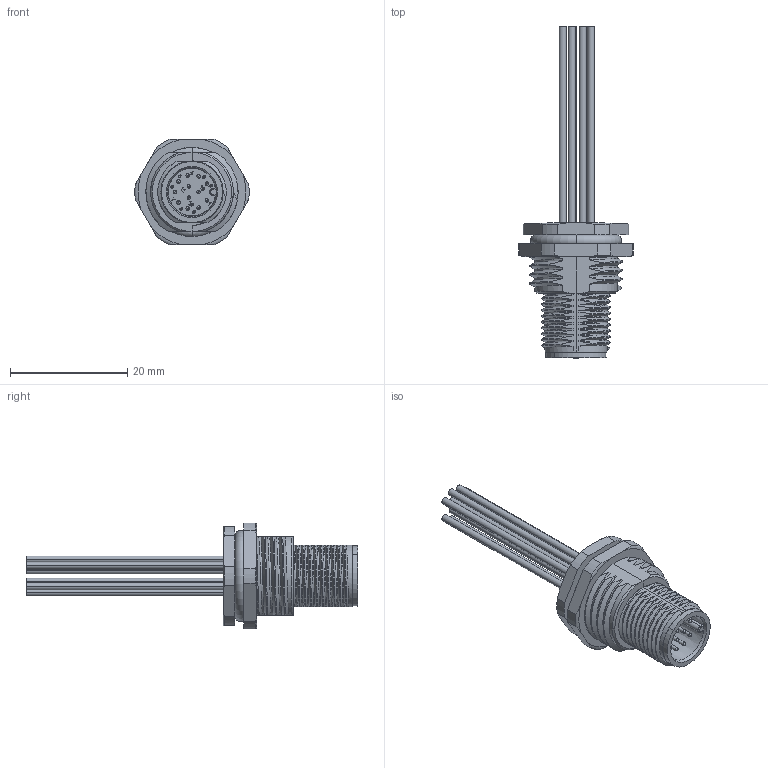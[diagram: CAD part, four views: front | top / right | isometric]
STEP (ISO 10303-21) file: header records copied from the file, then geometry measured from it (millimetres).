
FILE_DESCRIPTION((''),'2;1');
FILE_NAME('222222','2022-05-26T',('zh.su'),(''),'PRO/ENGINEER BY PARAMETRIC TECHNOLOGY CORPORATION, 2012480','PRO/ENGINEER BY PARAMETRIC TECHNOLOGY CORPORATION, 2012480','');
FILE_SCHEMA(('CONFIG_CONTROL_DESIGN'));
Length unit declared in the file: millimetre
Products named in the file (1): 222222
Bounding box: 19.48 x 56.6 x 18 mm (x, y, z)
Volume: 3260.1 mm3; surface area: 4602.7 mm2
Topology: 1 solids, 2 shells, 601 faces, 1658 edges, 1080 vertices
Faces by surface type: extrusion 213, plane 132, cylinder 103, bspline 101, sphere 24, torus 19, cone 9
Entity records: 26457 total; most frequent: CARTESIAN_POINT 12780, ORIENTED_EDGE 3268, DIRECTION 1901, EDGE_CURVE 1634, VERTEX_POINT 1080, B_SPLINE_CURVE_WITH_KNOTS 952, VECTOR 889, LINE 676
